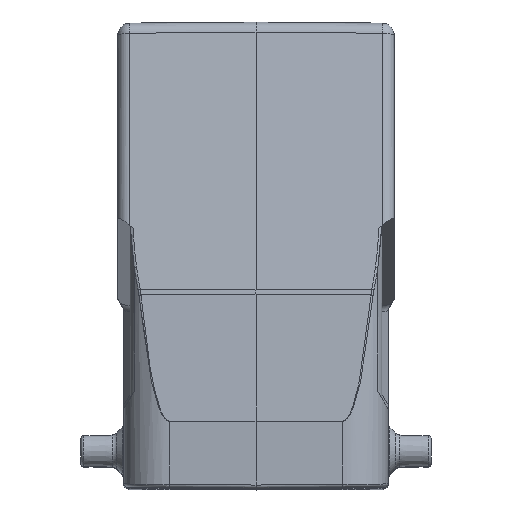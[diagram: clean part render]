
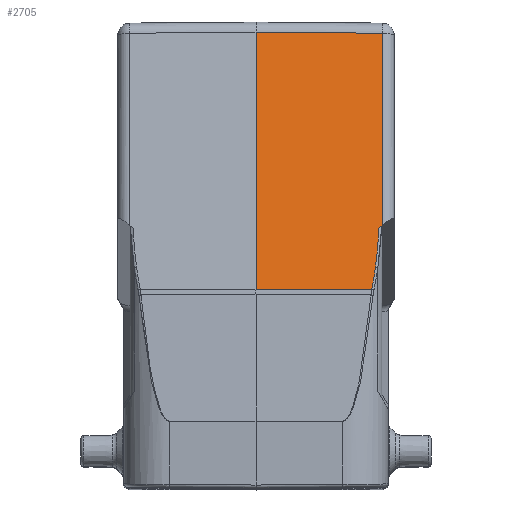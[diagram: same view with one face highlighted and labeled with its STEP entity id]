
A CAD part, top view. The second image highlights one B-rep face of the part: STEP entity #2705.
In plain terms, the highlighted planar face has unit normal (0.009, 0.174, 0.985).
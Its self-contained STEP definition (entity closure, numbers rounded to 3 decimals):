
#450=PLANE('',#9652);
#778=ELLIPSE('',#9651,40.313,7.);
#1431=LINE('',#16354,#2127);
#1432=LINE('',#16358,#2128);
#1468=LINE('',#16683,#2164);
#1469=LINE('',#16685,#2165);
#1470=LINE('',#16687,#2166);
#2127=VECTOR('',#11951,1.);
#2128=VECTOR('',#11956,1.);
#2164=VECTOR('',#12142,1.);
#2165=VECTOR('',#12145,1.);
#2166=VECTOR('',#12146,1.);
#2705=ADVANCED_FACE('',(#3200),#450,.T.);
#3200=FACE_OUTER_BOUND('',#3772,.T.);
#3772=EDGE_LOOP('',(#6304,#6305,#6306,#6307,#6308,#6309,#6310));
#6304=ORIENTED_EDGE('',*,*,#8370,.F.);
#6305=ORIENTED_EDGE('',*,*,#8365,.F.);
#6306=ORIENTED_EDGE('',*,*,#8363,.T.);
#6307=ORIENTED_EDGE('',*,*,#8452,.F.);
#6308=ORIENTED_EDGE('',*,*,#8453,.F.);
#6309=ORIENTED_EDGE('',*,*,#8454,.T.);
#6310=ORIENTED_EDGE('',*,*,#8455,.F.);
#7163=VERTEX_POINT('',#16351);
#7164=VERTEX_POINT('',#16355);
#7165=VERTEX_POINT('',#16359);
#7168=VERTEX_POINT('',#16384);
#7210=VERTEX_POINT('',#16680);
#7211=VERTEX_POINT('',#16686);
#7212=VERTEX_POINT('',#16688);
#8363=EDGE_CURVE('',#7164,#7163,#1431,.T.);
#8365=EDGE_CURVE('',#7164,#7165,#1432,.T.);
#8370=EDGE_CURVE('',#7165,#7168,#8738,.T.);
#8452=EDGE_CURVE('',#7210,#7163,#1468,.T.);
#8453=EDGE_CURVE('',#7211,#7210,#1469,.T.);
#8454=EDGE_CURVE('',#7211,#7212,#1470,.T.);
#8455=EDGE_CURVE('',#7168,#7212,#778,.T.);
#8738=CIRCLE('',#9577,62.361);
#9577=AXIS2_PLACEMENT_3D('',#16389,#11961,#11962);
#9651=AXIS2_PLACEMENT_3D('',#16689,#12147,#12148);
#9652=AXIS2_PLACEMENT_3D('',#16690,#12149,#12150);
#11951=DIRECTION('',(0.,0.985,-0.174));
#11956=DIRECTION('',(-0.762,-0.637,0.119));
#11961=DIRECTION('',(-0.009,-0.174,-0.985));
#11962=DIRECTION('',(0.,-0.985,0.174));
#12142=DIRECTION('',(1.,-0.009,-0.007));
#12145=DIRECTION('',(0.,0.985,-0.174));
#12146=DIRECTION('',(1.,-0.001,-0.009));
#12147=DIRECTION('',(-0.009,-0.174,-0.985));
#12148=DIRECTION('',(0.002,-0.985,0.174));
#12149=DIRECTION('',(0.009,0.174,0.985));
#12150=DIRECTION('',(0.,-0.985,0.174));
#16351=CARTESIAN_POINT('',(20.517,19.584,50.546));
#16354=CARTESIAN_POINT('',(20.517,-11.704,56.062));
#16355=CARTESIAN_POINT('',(20.517,-11.704,56.062));
#16358=CARTESIAN_POINT('',(20.517,-11.704,56.062));
#16359=CARTESIAN_POINT('',(19.963,-12.168,56.149));
#16384=CARTESIAN_POINT('',(19.449,-18.497,57.27));
#16389=CARTESIAN_POINT('',(-42.373,-10.389,56.388));
#16680=CARTESIAN_POINT('',(0.,19.763,50.696));
#16683=CARTESIAN_POINT('',(-0.012,19.763,50.696));
#16685=CARTESIAN_POINT('',(0.,-22.153,58.087));
#16686=CARTESIAN_POINT('',(0.,-22.155,58.087));
#16687=CARTESIAN_POINT('',(0.017,-22.155,58.087));
#16688=CARTESIAN_POINT('',(18.848,-22.176,57.924));
#16689=CARTESIAN_POINT('',(14.004,6.729,52.87));
#16690=CARTESIAN_POINT('',(0.,21.415,50.404));
